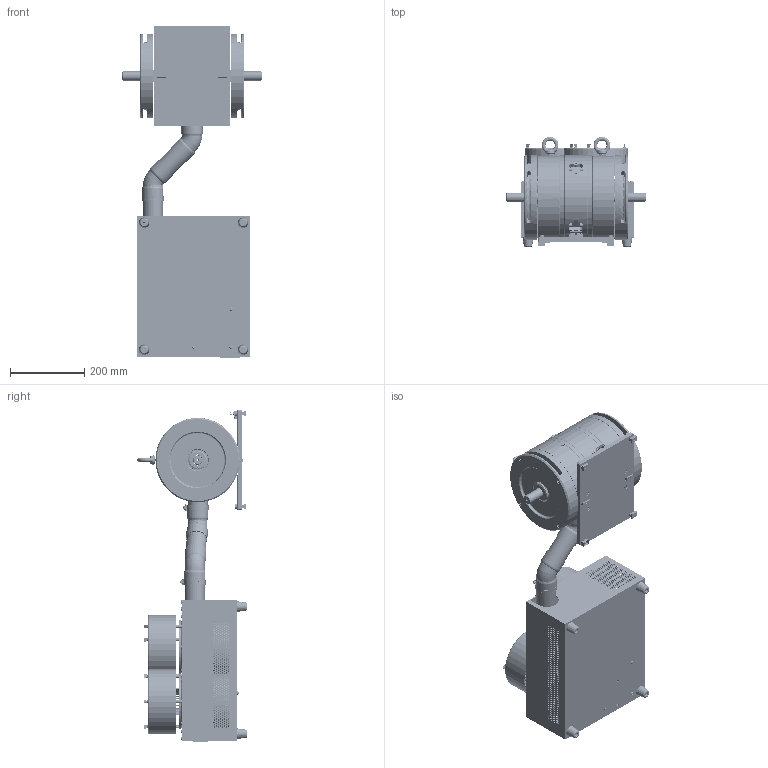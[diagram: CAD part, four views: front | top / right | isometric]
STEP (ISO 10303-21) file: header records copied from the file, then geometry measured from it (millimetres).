
FILE_DESCRIPTION (( 'STEP AP214' ), '1' );
FILE_NAME ('BHB-24B(Side)_E_EF.STEP', '2023-02-14T22:12:56', ( '' ), ( '' ), 'SwSTEP 2.0', 'SolidWorks 2020', '' );
FILE_SCHEMA (( 'AUTOMOTIVE_DESIGN' ));
Length unit declared in the file: millimetre
Products named in the file (1): BHB-24B(Side)_E_EF
Bounding box: 375.16 x 295.69 x 895.43 mm (x, y, z)
Surface area: 1950980.3 mm2 (no closed solid volume)
Topology: 0 solids, 321 shells, 3321 faces, 13454 edges, 10303 vertices
Faces by surface type: cylinder 2279, plane 801, torus 101, cone 65, bspline 64, sphere 11
Full cylindrical faces by diameter (mm): 3.175 x2, 3.8 x1924, 4.039 x3, 4.242 x2, 4.3 x2, 4.572 x1, 5 x3, 5.207 x3, 5.5 x4, 5.556 x2, 5.69 x2, 5.939 x4, 6 x10, 6.35 x3, 7.239 x2, 7.937 x3, 7.938 x3, 8.458 x5, 9.169 x10, 9.5 x3, 9.525 x22, 10 x12, 10.033 x2, 10.236 x8, 11.176 x1, 11.938 x4, 12.36 x4, 13 x9, 15 x4, 24.994 x2
Entity records: 176793 total; most frequent: CARTESIAN_POINT 41701, DIRECTION 19725, ORIENTED_EDGE 15010, EDGE_LOOP 9834, EDGE_CURVE 9247, AXIS2_PLACEMENT_3D 8565, VERTEX_POINT 8307, FACE_OUTER_BOUND 5456
